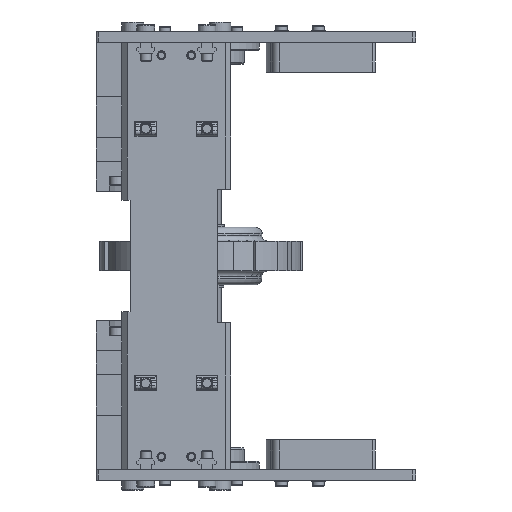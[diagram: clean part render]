
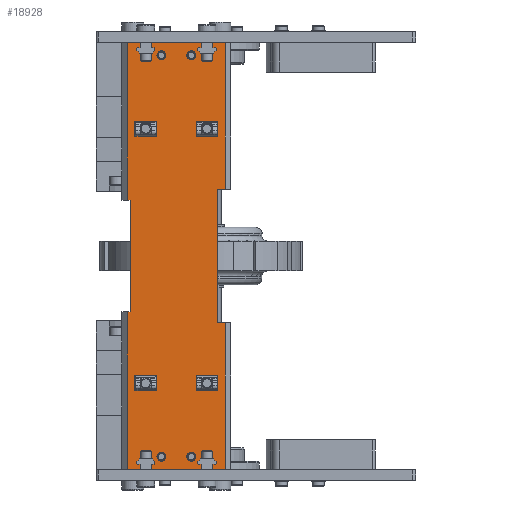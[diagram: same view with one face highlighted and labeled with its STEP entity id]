
A CAD part, left-side view. The second image highlights one B-rep face of the part: STEP entity #18928.
In plain terms, the highlighted face is planar.
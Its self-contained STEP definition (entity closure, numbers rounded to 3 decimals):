
#930=FACE_BOUND('',#3524,.T.);
#931=FACE_BOUND('',#3525,.T.);
#932=FACE_BOUND('',#3526,.T.);
#933=FACE_BOUND('',#3527,.T.);
#934=FACE_BOUND('',#3528,.T.);
#935=FACE_BOUND('',#3529,.T.);
#936=FACE_BOUND('',#3530,.T.);
#937=FACE_BOUND('',#3531,.T.);
#1456=PLANE('',#21025);
#2311=FACE_OUTER_BOUND('',#3523,.T.);
#3523=EDGE_LOOP('',(#16289,#16290,#16291,#16292,#16293,#16294,#16295,#16296,
#16297,#16298,#16299,#16300));
#3524=EDGE_LOOP('',(#16301));
#3525=EDGE_LOOP('',(#16302));
#3526=EDGE_LOOP('',(#16303));
#3527=EDGE_LOOP('',(#16304));
#3528=EDGE_LOOP('',(#16305));
#3529=EDGE_LOOP('',(#16306));
#3530=EDGE_LOOP('',(#16307));
#3531=EDGE_LOOP('',(#16308));
#5194=LINE('',#31234,#6967);
#5200=LINE('',#31247,#6973);
#5204=LINE('',#31253,#6977);
#5208=LINE('',#31262,#6981);
#5210=LINE('',#31266,#6983);
#5211=LINE('',#31268,#6984);
#5212=LINE('',#31270,#6985);
#5213=LINE('',#31272,#6986);
#5214=LINE('',#31274,#6987);
#5215=LINE('',#31276,#6988);
#5216=LINE('',#31278,#6989);
#5217=LINE('',#31279,#6990);
#6967=VECTOR('',#25394,10.);
#6973=VECTOR('',#25402,10.);
#6977=VECTOR('',#25408,10.);
#6981=VECTOR('',#25416,10.);
#6983=VECTOR('',#25420,10.);
#6984=VECTOR('',#25421,10.);
#6985=VECTOR('',#25422,10.);
#6986=VECTOR('',#25423,10.);
#6987=VECTOR('',#25424,10.);
#6988=VECTOR('',#25425,10.);
#6989=VECTOR('',#25426,10.);
#6990=VECTOR('',#25427,10.);
#7965=CIRCLE('',#21026,3.3);
#7966=CIRCLE('',#21027,3.3);
#7967=CIRCLE('',#21028,3.3);
#7968=CIRCLE('',#21029,3.3);
#7969=CIRCLE('',#21030,4.5);
#7970=CIRCLE('',#21031,4.5);
#7971=CIRCLE('',#21032,4.5);
#7972=CIRCLE('',#21033,4.5);
#9478=VERTEX_POINT('',#31231);
#9479=VERTEX_POINT('',#31233);
#9484=VERTEX_POINT('',#31244);
#9485=VERTEX_POINT('',#31246);
#9489=VERTEX_POINT('',#31261);
#9490=VERTEX_POINT('',#31265);
#9491=VERTEX_POINT('',#31267);
#9492=VERTEX_POINT('',#31269);
#9493=VERTEX_POINT('',#31271);
#9494=VERTEX_POINT('',#31273);
#9495=VERTEX_POINT('',#31275);
#9496=VERTEX_POINT('',#31277);
#9497=VERTEX_POINT('',#31280);
#9498=VERTEX_POINT('',#31282);
#9499=VERTEX_POINT('',#31284);
#9500=VERTEX_POINT('',#31286);
#9501=VERTEX_POINT('',#31288);
#9502=VERTEX_POINT('',#31290);
#9503=VERTEX_POINT('',#31292);
#9504=VERTEX_POINT('',#31294);
#11839=EDGE_CURVE('',#9479,#9478,#5194,.T.);
#11845=EDGE_CURVE('',#9485,#9484,#5200,.T.);
#11849=EDGE_CURVE('',#9484,#9479,#5204,.T.);
#11853=EDGE_CURVE('',#9485,#9489,#5208,.T.);
#11855=EDGE_CURVE('',#9490,#9478,#5210,.T.);
#11856=EDGE_CURVE('',#9490,#9491,#5211,.T.);
#11857=EDGE_CURVE('',#9492,#9491,#5212,.T.);
#11858=EDGE_CURVE('',#9492,#9493,#5213,.T.);
#11859=EDGE_CURVE('',#9493,#9494,#5214,.T.);
#11860=EDGE_CURVE('',#9494,#9495,#5215,.T.);
#11861=EDGE_CURVE('',#9496,#9495,#5216,.T.);
#11862=EDGE_CURVE('',#9496,#9489,#5217,.T.);
#11863=EDGE_CURVE('',#9497,#9497,#7965,.T.);
#11864=EDGE_CURVE('',#9498,#9498,#7966,.T.);
#11865=EDGE_CURVE('',#9499,#9499,#7967,.T.);
#11866=EDGE_CURVE('',#9500,#9500,#7968,.T.);
#11867=EDGE_CURVE('',#9501,#9501,#7969,.T.);
#11868=EDGE_CURVE('',#9502,#9502,#7970,.T.);
#11869=EDGE_CURVE('',#9503,#9503,#7971,.T.);
#11870=EDGE_CURVE('',#9504,#9504,#7972,.T.);
#16289=ORIENTED_EDGE('',*,*,#11845,.T.);
#16290=ORIENTED_EDGE('',*,*,#11849,.T.);
#16291=ORIENTED_EDGE('',*,*,#11839,.T.);
#16292=ORIENTED_EDGE('',*,*,#11855,.F.);
#16293=ORIENTED_EDGE('',*,*,#11856,.T.);
#16294=ORIENTED_EDGE('',*,*,#11857,.F.);
#16295=ORIENTED_EDGE('',*,*,#11858,.T.);
#16296=ORIENTED_EDGE('',*,*,#11859,.T.);
#16297=ORIENTED_EDGE('',*,*,#11860,.T.);
#16298=ORIENTED_EDGE('',*,*,#11861,.F.);
#16299=ORIENTED_EDGE('',*,*,#11862,.T.);
#16300=ORIENTED_EDGE('',*,*,#11853,.F.);
#16301=ORIENTED_EDGE('',*,*,#11863,.T.);
#16302=ORIENTED_EDGE('',*,*,#11864,.T.);
#16303=ORIENTED_EDGE('',*,*,#11865,.T.);
#16304=ORIENTED_EDGE('',*,*,#11866,.T.);
#16305=ORIENTED_EDGE('',*,*,#11867,.T.);
#16306=ORIENTED_EDGE('',*,*,#11868,.T.);
#16307=ORIENTED_EDGE('',*,*,#11869,.T.);
#16308=ORIENTED_EDGE('',*,*,#11870,.T.);
#18928=ADVANCED_FACE('',(#2311,#930,#931,#932,#933,#934,#935,#936,#937),
#1456,.T.);
#21025=AXIS2_PLACEMENT_3D('',#31264,#25418,#25419);
#21026=AXIS2_PLACEMENT_3D('',#31281,#25428,#25429);
#21027=AXIS2_PLACEMENT_3D('',#31283,#25430,#25431);
#21028=AXIS2_PLACEMENT_3D('',#31285,#25432,#25433);
#21029=AXIS2_PLACEMENT_3D('',#31287,#25434,#25435);
#21030=AXIS2_PLACEMENT_3D('',#31289,#25436,#25437);
#21031=AXIS2_PLACEMENT_3D('',#31291,#25438,#25439);
#21032=AXIS2_PLACEMENT_3D('',#31293,#25440,#25441);
#21033=AXIS2_PLACEMENT_3D('',#31295,#25442,#25443);
#25394=DIRECTION('',(0.,-1.,0.));
#25402=DIRECTION('',(0.,1.,0.));
#25408=DIRECTION('',(-1.,0.,0.));
#25416=DIRECTION('',(1.,0.,0.));
#25418=DIRECTION('center_axis',(0.,0.,-1.));
#25419=DIRECTION('ref_axis',(-1.,0.,0.));
#25420=DIRECTION('',(1.,0.,0.));
#25421=DIRECTION('',(0.,1.,0.));
#25422=DIRECTION('',(-1.,0.,0.));
#25423=DIRECTION('',(0.,-1.,0.));
#25424=DIRECTION('',(1.,0.,0.));
#25425=DIRECTION('',(0.,1.,0.));
#25426=DIRECTION('',(-1.,0.,0.));
#25427=DIRECTION('',(0.,-1.,0.));
#25428=DIRECTION('center_axis',(0.,0.,1.));
#25429=DIRECTION('ref_axis',(1.,0.,0.));
#25430=DIRECTION('center_axis',(0.,0.,1.));
#25431=DIRECTION('ref_axis',(1.,0.,0.));
#25432=DIRECTION('center_axis',(0.,0.,1.));
#25433=DIRECTION('ref_axis',(1.,0.,0.));
#25434=DIRECTION('center_axis',(0.,0.,1.));
#25435=DIRECTION('ref_axis',(1.,0.,0.));
#25436=DIRECTION('center_axis',(0.,0.,1.));
#25437=DIRECTION('ref_axis',(1.,0.,0.));
#25438=DIRECTION('center_axis',(0.,0.,1.));
#25439=DIRECTION('ref_axis',(1.,0.,0.));
#25440=DIRECTION('center_axis',(0.,0.,1.));
#25441=DIRECTION('ref_axis',(1.,0.,0.));
#25442=DIRECTION('center_axis',(0.,0.,1.));
#25443=DIRECTION('ref_axis',(1.,0.,0.));
#31231=CARTESIAN_POINT('',(-49.,-36.,-10.));
#31233=CARTESIAN_POINT('',(-49.,-30.,-10.));
#31234=CARTESIAN_POINT('',(-49.,-20.,-10.));
#31244=CARTESIAN_POINT('',(49.,-30.,-10.));
#31246=CARTESIAN_POINT('',(49.,-36.,-10.));
#31247=CARTESIAN_POINT('',(49.,-20.,-10.));
#31253=CARTESIAN_POINT('',(0.,-30.,-10.));
#31261=CARTESIAN_POINT('',(157.,-36.,-10.));
#31262=CARTESIAN_POINT('',(-78.5,-36.,-10.));
#31264=CARTESIAN_POINT('Origin',(0.,0.,-10.));
#31265=CARTESIAN_POINT('',(-157.,-36.,-10.));
#31266=CARTESIAN_POINT('',(-78.5,-36.,-10.));
#31267=CARTESIAN_POINT('',(-157.,36.,-10.));
#31268=CARTESIAN_POINT('',(-157.,-40.,-10.));
#31269=CARTESIAN_POINT('',(-41.,36.,-10.));
#31270=CARTESIAN_POINT('',(78.5,36.,-10.));
#31271=CARTESIAN_POINT('',(-41.,34.,-10.));
#31272=CARTESIAN_POINT('',(-41.,17.,-10.));
#31273=CARTESIAN_POINT('',(41.,34.,-10.));
#31274=CARTESIAN_POINT('',(20.5,34.,-10.));
#31275=CARTESIAN_POINT('',(41.,36.,-10.));
#31276=CARTESIAN_POINT('',(41.,20.,-10.));
#31277=CARTESIAN_POINT('',(157.,36.,-10.));
#31278=CARTESIAN_POINT('',(78.5,36.,-10.));
#31279=CARTESIAN_POINT('',(157.,40.,-10.));
#31280=CARTESIAN_POINT('',(144.2,11.,-10.));
#31281=CARTESIAN_POINT('Origin',(147.5,11.,-10.));
#31282=CARTESIAN_POINT('',(-150.8,-11.,-10.));
#31283=CARTESIAN_POINT('Origin',(-147.5,-11.,-10.));
#31284=CARTESIAN_POINT('',(-150.8,11.,-10.));
#31285=CARTESIAN_POINT('Origin',(-147.5,11.,-10.));
#31286=CARTESIAN_POINT('',(144.2,-11.,-10.));
#31287=CARTESIAN_POINT('Origin',(147.5,-11.,-10.));
#31288=CARTESIAN_POINT('',(89.,22.5,-10.));
#31289=CARTESIAN_POINT('Origin',(93.5,22.5,-10.));
#31290=CARTESIAN_POINT('',(-98.,-22.5,-10.));
#31291=CARTESIAN_POINT('Origin',(-93.5,-22.5,-10.));
#31292=CARTESIAN_POINT('',(-98.,22.5,-10.));
#31293=CARTESIAN_POINT('Origin',(-93.5,22.5,-10.));
#31294=CARTESIAN_POINT('',(89.,-22.5,-10.));
#31295=CARTESIAN_POINT('Origin',(93.5,-22.5,-10.));
